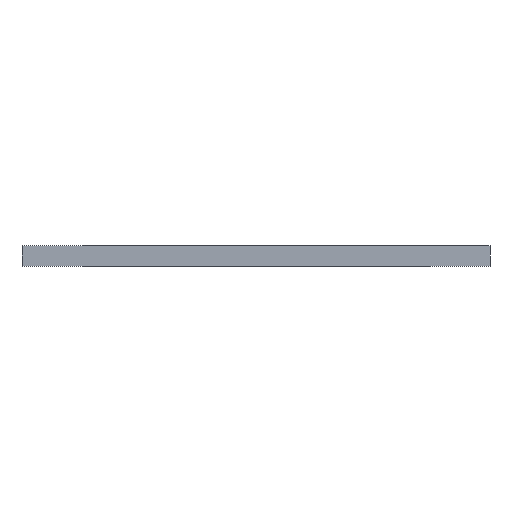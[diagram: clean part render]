
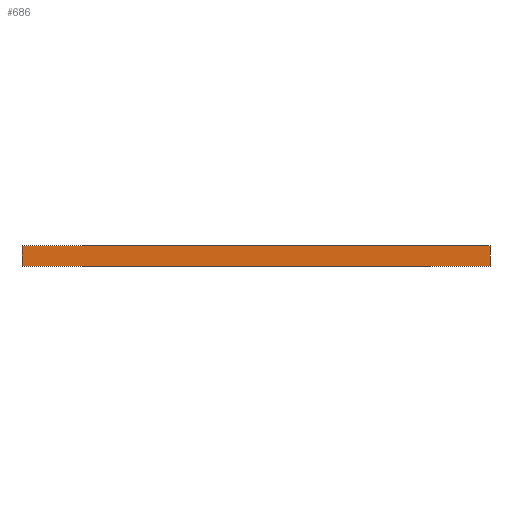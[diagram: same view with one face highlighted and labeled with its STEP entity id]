
A CAD part, front view. The second image highlights one B-rep face of the part: STEP entity #686.
In plain terms, the highlighted planar face has unit normal (0, -1, 0).
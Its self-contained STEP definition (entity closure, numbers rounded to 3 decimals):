
#31 = DIRECTION ( 'NONE',  ( 0., 1., 0. ) ) ;
#61 = VECTOR ( 'NONE', #939, 1000. ) ;
#95 = ORIENTED_EDGE ( 'NONE', *, *, #97, .T. ) ;
#97 = EDGE_CURVE ( 'NONE', #806, #923, #1679, .T. ) ;
#112 = CARTESIAN_POINT ( 'NONE',  ( -15., -22.5, 0.65 ) ) ;
#138 = VECTOR ( 'NONE', #779, 1000. ) ;
#165 = EDGE_CURVE ( 'NONE', #806, #213, #1848, .T. ) ;
#213 = VERTEX_POINT ( 'NONE', #935 ) ;
#245 = CARTESIAN_POINT ( 'NONE',  ( 15., -22.5, 0.65 ) ) ;
#430 = LINE ( 'NONE', #245, #523 ) ;
#472 = EDGE_CURVE ( 'NONE', #923, #1340, #1482, .T. ) ;
#523 = VECTOR ( 'NONE', #1342, 1000. ) ;
#567 = CARTESIAN_POINT ( 'NONE',  ( -15., -22.5, -0.65 ) ) ;
#686 = ADVANCED_FACE ( 'NONE', ( #1361 ), #1127, .F. ) ;
#708 = DIRECTION ( 'NONE',  ( 1., 0., 0. ) ) ;
#779 = DIRECTION ( 'NONE',  ( 1., 0., 0. ) ) ;
#806 = VERTEX_POINT ( 'NONE', #1626 ) ;
#839 = ORIENTED_EDGE ( 'NONE', *, *, #165, .F. ) ;
#923 = VERTEX_POINT ( 'NONE', #567 ) ;
#935 = CARTESIAN_POINT ( 'NONE',  ( 15., -22.5, 0.65 ) ) ;
#939 = DIRECTION ( 'NONE',  ( 0., 0., -1. ) ) ;
#971 = CARTESIAN_POINT ( 'NONE',  ( 15., -22.5, -0.65 ) ) ;
#1107 = CARTESIAN_POINT ( 'NONE',  ( 15., -22.5, 0.65 ) ) ;
#1119 = CARTESIAN_POINT ( 'NONE',  ( 15., -22.5, -0.65 ) ) ;
#1127 = PLANE ( 'NONE',  #1503 ) ;
#1273 = VECTOR ( 'NONE', #708, 1000. ) ;
#1286 = DIRECTION ( 'NONE',  ( -1., 0., 0. ) ) ;
#1340 = VERTEX_POINT ( 'NONE', #1119 ) ;
#1342 = DIRECTION ( 'NONE',  ( 0., 0., -1. ) ) ;
#1361 = FACE_OUTER_BOUND ( 'NONE', #1415, .T. ) ;
#1415 = EDGE_LOOP ( 'NONE', ( #1827, #1828, #839, #95 ) ) ;
#1422 = CARTESIAN_POINT ( 'NONE',  ( 15., -22.5, 0.65 ) ) ;
#1482 = LINE ( 'NONE', #971, #138 ) ;
#1503 = AXIS2_PLACEMENT_3D ( 'NONE', #1422, #31, #1286 ) ;
#1555 = EDGE_CURVE ( 'NONE', #213, #1340, #430, .T. ) ;
#1626 = CARTESIAN_POINT ( 'NONE',  ( -15., -22.5, 0.65 ) ) ;
#1679 = LINE ( 'NONE', #112, #61 ) ;
#1827 = ORIENTED_EDGE ( 'NONE', *, *, #472, .T. ) ;
#1828 = ORIENTED_EDGE ( 'NONE', *, *, #1555, .F. ) ;
#1848 = LINE ( 'NONE', #1107, #1273 ) ;
